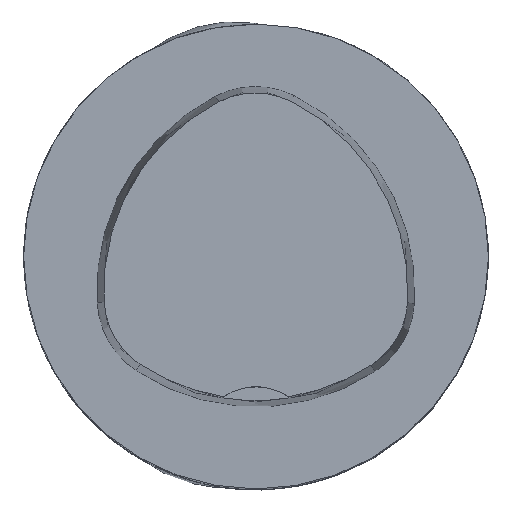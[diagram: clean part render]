
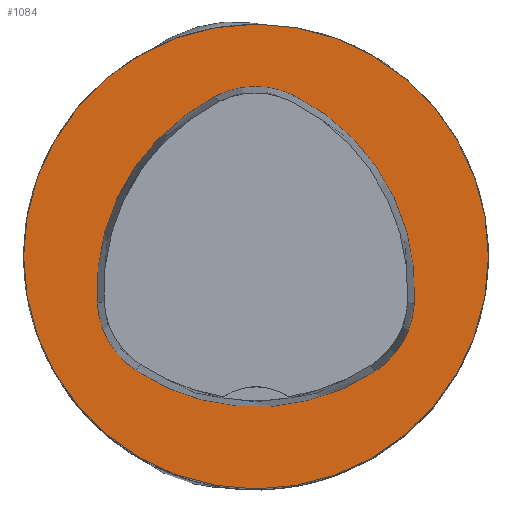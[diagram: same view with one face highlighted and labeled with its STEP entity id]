
A CAD part, top view. The second image highlights one B-rep face of the part: STEP entity #1084.
In plain terms, the highlighted planar face has unit normal (0, 0, 1).
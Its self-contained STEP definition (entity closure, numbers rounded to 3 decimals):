
#363=PLANE('',#7133);
#719=FACE_BOUND('',#1833,.T.);
#720=FACE_BOUND('',#1834,.T.);
#1084=ADVANCED_FACE('',(#719,#720),#363,.T.);
#1833=EDGE_LOOP('',(#4731,#4732,#4733,#4734,#4735,#4736));
#1834=EDGE_LOOP('',(#4737));
#4731=ORIENTED_EDGE('',*,*,#6394,.T.);
#4732=ORIENTED_EDGE('',*,*,#6374,.T.);
#4733=ORIENTED_EDGE('',*,*,#6378,.T.);
#4734=ORIENTED_EDGE('',*,*,#6381,.T.);
#4735=ORIENTED_EDGE('',*,*,#6384,.T.);
#4736=ORIENTED_EDGE('',*,*,#6392,.T.);
#4737=ORIENTED_EDGE('',*,*,#5504,.F.);
#4850=VERTEX_POINT('',#9134);
#5426=VERTEX_POINT('',#11735);
#5427=VERTEX_POINT('',#11736);
#5430=VERTEX_POINT('',#11744);
#5432=VERTEX_POINT('',#11750);
#5434=VERTEX_POINT('',#11756);
#5441=VERTEX_POINT('',#11777);
#5504=EDGE_CURVE('',#4850,#4850,#6428,.T.);
#6374=EDGE_CURVE('',#5426,#5427,#6561,.T.);
#6378=EDGE_CURVE('',#5427,#5430,#6563,.T.);
#6381=EDGE_CURVE('',#5430,#5432,#6565,.T.);
#6384=EDGE_CURVE('',#5432,#5434,#6567,.T.);
#6392=EDGE_CURVE('',#5434,#5441,#6571,.T.);
#6394=EDGE_CURVE('',#5441,#5426,#6573,.T.);
#6428=CIRCLE('',#6652,16.);
#6561=CIRCLE('',#7110,15.);
#6563=CIRCLE('',#7113,6.);
#6565=CIRCLE('',#7116,15.);
#6567=CIRCLE('',#7119,6.);
#6571=CIRCLE('',#7124,15.);
#6573=CIRCLE('',#7127,6.);
#6652=AXIS2_PLACEMENT_3D('',#9133,#7260,#7261);
#7110=AXIS2_PLACEMENT_3D('',#11734,#8643,#8644);
#7113=AXIS2_PLACEMENT_3D('',#11743,#8651,#8652);
#7116=AXIS2_PLACEMENT_3D('',#11749,#8658,#8659);
#7119=AXIS2_PLACEMENT_3D('',#11755,#8665,#8666);
#7124=AXIS2_PLACEMENT_3D('',#11778,#8677,#8678);
#7127=AXIS2_PLACEMENT_3D('',#11781,#8683,#8684);
#7133=AXIS2_PLACEMENT_3D('',#11787,#8695,#8696);
#7260=DIRECTION('',(0.,0.,-1.));
#7261=DIRECTION('',(-1.,0.,0.));
#8643=DIRECTION('',(0.,0.,-1.));
#8644=DIRECTION('',(-1.,0.,0.));
#8651=DIRECTION('',(0.,0.,-1.));
#8652=DIRECTION('',(-1.,0.,0.));
#8658=DIRECTION('',(0.,0.,-1.));
#8659=DIRECTION('',(-1.,0.,0.));
#8665=DIRECTION('',(0.,0.,-1.));
#8666=DIRECTION('',(-1.,0.,0.));
#8677=DIRECTION('',(0.,0.,-1.));
#8678=DIRECTION('',(-1.,0.,0.));
#8683=DIRECTION('',(0.,0.,-1.));
#8684=DIRECTION('',(-1.,0.,0.));
#8695=DIRECTION('',(0.,0.,1.));
#8696=DIRECTION('',(1.,0.,0.));
#9133=CARTESIAN_POINT('',(0.,0.,0.));
#9134=CARTESIAN_POINT('',(-16.,0.,0.));
#11734=CARTESIAN_POINT('',(4.048,-2.316,0.));
#11735=CARTESIAN_POINT('',(-10.926,-3.206,0.));
#11736=CARTESIAN_POINT('',(-2.774,11.043,0.));
#11743=CARTESIAN_POINT('',(-0.045,5.7,0.));
#11744=CARTESIAN_POINT('',(2.638,11.066,0.));
#11749=CARTESIAN_POINT('',(-4.07,-2.35,0.));
#11750=CARTESIAN_POINT('',(10.903,-3.249,0.));
#11755=CARTESIAN_POINT('',(4.914,-2.889,0.));
#11756=CARTESIAN_POINT('',(8.177,-7.924,0.));
#11777=CARTESIAN_POINT('',(-8.24,-7.859,0.));
#11778=CARTESIAN_POINT('',(0.019,4.663,0.));
#11781=CARTESIAN_POINT('',(-4.936,-2.85,0.));
#11787=CARTESIAN_POINT('',(0.,0.,0.));
